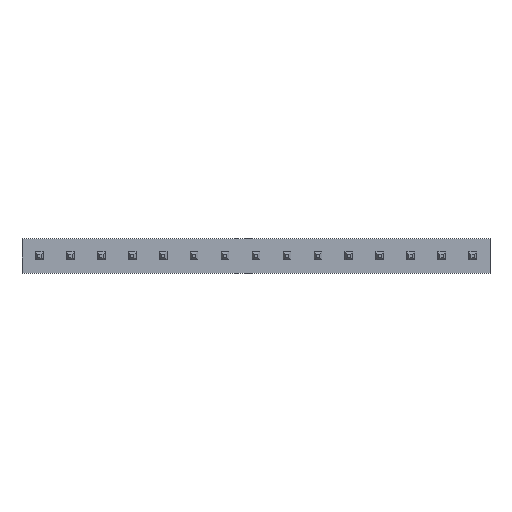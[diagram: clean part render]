
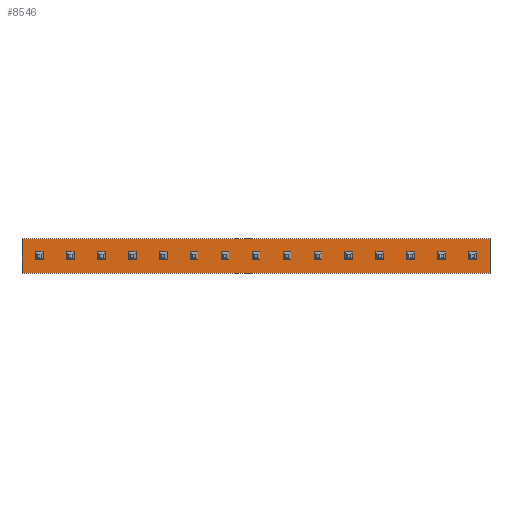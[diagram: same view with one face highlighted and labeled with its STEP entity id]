
A CAD part, top view. The second image highlights one B-rep face of the part: STEP entity #8546.
In plain terms, the highlighted planar face has unit normal (0, 0, 1).
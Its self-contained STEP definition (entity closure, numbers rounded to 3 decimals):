
#8421 = CARTESIAN_POINT ( 'NONE',  ( 36.98, 1.42, 2.54 ) ) ;
#8422 = VERTEX_POINT ( 'NONE', #8421 ) ;
#8429 = CARTESIAN_POINT ( 'NONE',  ( 36.98, -1.42, 2.54 ) ) ;
#8430 = VERTEX_POINT ( 'NONE', #8429 ) ;
#8431 = CARTESIAN_POINT ( 'NONE',  ( 36.98, -1.42, 2.54 ) ) ;
#8432 = DIRECTION ( 'NONE',  ( 0., 1., 0. ) ) ;
#8433 = VECTOR ( 'NONE', #8432, 1000. ) ;
#8434 = LINE ( 'NONE', #8431, #8433 ) ;
#8435 = EDGE_CURVE ( 'NONE', #8430, #8422, #8434, .T. ) ;
#8459 = CARTESIAN_POINT ( 'NONE',  ( -1.42, 1.42, 2.54 ) ) ;
#8460 = VERTEX_POINT ( 'NONE', #8459 ) ;
#8467 = CARTESIAN_POINT ( 'NONE',  ( -1.42, 1.42, 2.54 ) ) ;
#8468 = DIRECTION ( 'NONE',  ( -1., 0., 0. ) ) ;
#8469 = VECTOR ( 'NONE', #8468, 1000. ) ;
#8470 = LINE ( 'NONE', #8467, #8469 ) ;
#8471 = EDGE_CURVE ( 'NONE', #8422, #8460, #8470, .T. ) ;
#8490 = CARTESIAN_POINT ( 'NONE',  ( -1.42, -1.42, 2.54 ) ) ;
#8491 = VERTEX_POINT ( 'NONE', #8490 ) ;
#8498 = CARTESIAN_POINT ( 'NONE',  ( -1.42, -1.42, 2.54 ) ) ;
#8499 = DIRECTION ( 'NONE',  ( 0., -1., 0. ) ) ;
#8500 = VECTOR ( 'NONE', #8499, 1000. ) ;
#8501 = LINE ( 'NONE', #8498, #8500 ) ;
#8502 = EDGE_CURVE ( 'NONE', #8460, #8491, #8501, .T. ) ;
#8520 = CARTESIAN_POINT ( 'NONE',  ( -1.42, -1.42, 2.54 ) ) ;
#8521 = DIRECTION ( 'NONE',  ( 1., 0., 0. ) ) ;
#8522 = VECTOR ( 'NONE', #8521, 1000. ) ;
#8523 = LINE ( 'NONE', #8520, #8522 ) ;
#8524 = EDGE_CURVE ( 'NONE', #8491, #8430, #8523, .T. ) ;
#8535 = ORIENTED_EDGE ( 'NONE', *, *, #8435, .T. ) ;
#8536 = ORIENTED_EDGE ( 'NONE', *, *, #8471, .T. ) ;
#8537 = ORIENTED_EDGE ( 'NONE', *, *, #8502, .T. ) ;
#8538 = ORIENTED_EDGE ( 'NONE', *, *, #8524, .T. ) ;
#8539 = EDGE_LOOP ( 'NONE', ( #8535, #8536, #8537, #8538 ) ) ;
#8540 = FACE_OUTER_BOUND ( 'NONE', #8539, .T. ) ;
#8541 = CARTESIAN_POINT ( 'NONE',  ( 17.78, 0., 2.54 ) ) ;
#8542 = DIRECTION ( 'NONE',  ( 0., 0., -1. ) ) ;
#8543 = DIRECTION ( 'NONE',  ( 0., 1., 0. ) ) ;
#8544 = AXIS2_PLACEMENT_3D ( 'NONE', #8541, #8542, #8543 ) ;
#8545 = PLANE ( 'NONE', #8544 ) ;
#8546 = ADVANCED_FACE ( 'NONE', ( #8540 ), #8545, .F. ) ;
